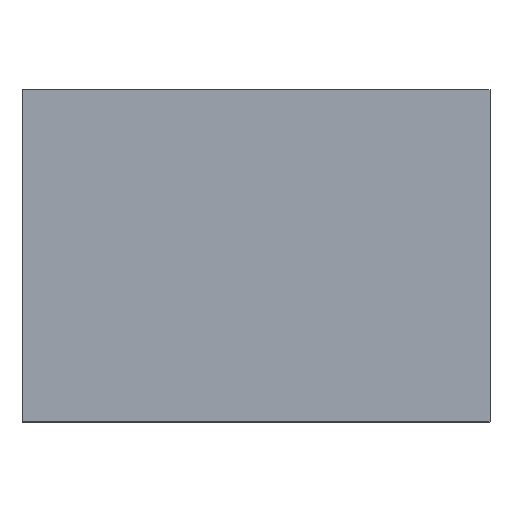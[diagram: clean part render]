
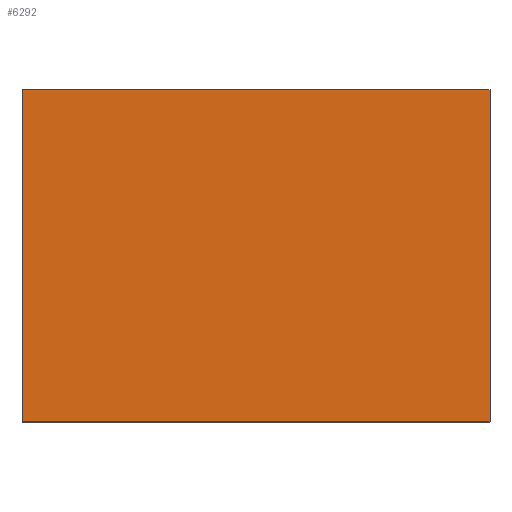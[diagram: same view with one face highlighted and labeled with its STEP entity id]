
A CAD part, top view. The second image highlights one B-rep face of the part: STEP entity #6292.
In plain terms, the highlighted planar face has unit normal (0, 0, 1).
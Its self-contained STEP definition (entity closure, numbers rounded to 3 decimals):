
#329 = VERTEX_POINT ( 'NONE', #1088 ) ;
#754 = DIRECTION ( 'NONE',  ( 0., -1., 0. ) ) ;
#1088 = CARTESIAN_POINT ( 'NONE',  ( 16.2, 0., 15. ) ) ;
#1688 = ORIENTED_EDGE ( 'NONE', *, *, #13211, .F. ) ;
#1898 = VECTOR ( 'NONE', #10685, 1000. ) ;
#2195 = ORIENTED_EDGE ( 'NONE', *, *, #2411, .T. ) ;
#2411 = EDGE_CURVE ( 'NONE', #5210, #329, #6281, .T. ) ;
#2891 = DIRECTION ( 'NONE',  ( 0., 0., -1. ) ) ;
#3005 = CARTESIAN_POINT ( 'NONE',  ( -16.2, 23., 15. ) ) ;
#3499 = VECTOR ( 'NONE', #4875, 1000. ) ;
#4020 = EDGE_LOOP ( 'NONE', ( #2195, #1688, #10234, #7098 ) ) ;
#4197 = LINE ( 'NONE', #10648, #12185 ) ;
#4293 = CARTESIAN_POINT ( 'NONE',  ( -16.2, 0., 15. ) ) ;
#4776 = DIRECTION ( 'NONE',  ( -1., 0., 0. ) ) ;
#4875 = DIRECTION ( 'NONE',  ( 1., 0., 0. ) ) ;
#5210 = VERTEX_POINT ( 'NONE', #8968 ) ;
#5713 = VERTEX_POINT ( 'NONE', #8770 ) ;
#5947 = CARTESIAN_POINT ( 'NONE',  ( -16.2, 23., 15. ) ) ;
#6159 = LINE ( 'NONE', #5947, #3499 ) ;
#6281 = LINE ( 'NONE', #4293, #1898 ) ;
#6292 = ADVANCED_FACE ( 'NONE', ( #10319 ), #13681, .F. ) ;
#6643 = AXIS2_PLACEMENT_3D ( 'NONE', #10388, #2891, #4776 ) ;
#7098 = ORIENTED_EDGE ( 'NONE', *, *, #8070, .T. ) ;
#7182 = EDGE_CURVE ( 'NONE', #10099, #5713, #6159, .T. ) ;
#8070 = EDGE_CURVE ( 'NONE', #10099, #5210, #13808, .T. ) ;
#8770 = CARTESIAN_POINT ( 'NONE',  ( 16.2, 23., 15. ) ) ;
#8968 = CARTESIAN_POINT ( 'NONE',  ( -16.2, 0., 15. ) ) ;
#10099 = VERTEX_POINT ( 'NONE', #11834 ) ;
#10234 = ORIENTED_EDGE ( 'NONE', *, *, #7182, .F. ) ;
#10319 = FACE_OUTER_BOUND ( 'NONE', #4020, .T. ) ;
#10366 = DIRECTION ( 'NONE',  ( 0., -1., 0. ) ) ;
#10388 = CARTESIAN_POINT ( 'NONE',  ( -16.2, 23., 15. ) ) ;
#10648 = CARTESIAN_POINT ( 'NONE',  ( 16.2, 23., 15. ) ) ;
#10685 = DIRECTION ( 'NONE',  ( 1., 0., 0. ) ) ;
#11834 = CARTESIAN_POINT ( 'NONE',  ( -16.2, 23., 15. ) ) ;
#12185 = VECTOR ( 'NONE', #754, 1000. ) ;
#12983 = VECTOR ( 'NONE', #10366, 1000. ) ;
#13211 = EDGE_CURVE ( 'NONE', #5713, #329, #4197, .T. ) ;
#13681 = PLANE ( 'NONE',  #6643 ) ;
#13808 = LINE ( 'NONE', #3005, #12983 ) ;
